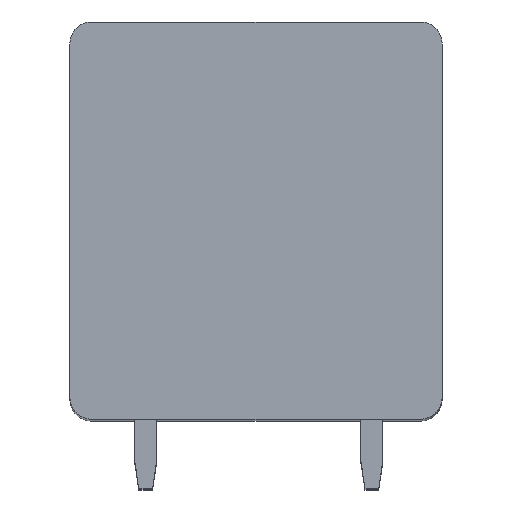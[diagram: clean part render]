
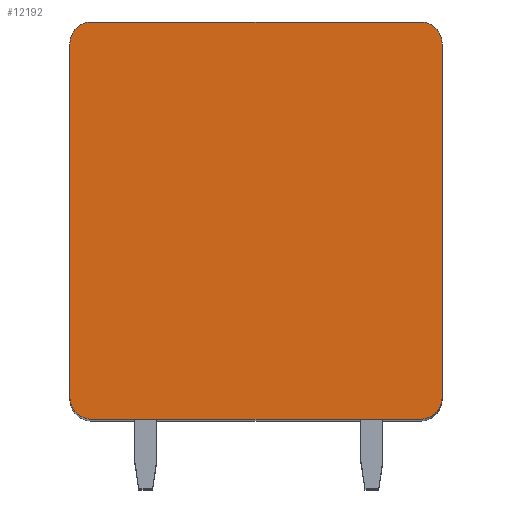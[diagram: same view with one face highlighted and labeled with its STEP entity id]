
A CAD part, top view. The second image highlights one B-rep face of the part: STEP entity #12192.
In plain terms, the highlighted planar face has unit normal (0, 0, 1).
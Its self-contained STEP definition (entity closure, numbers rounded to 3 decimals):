
#1533=CARTESIAN_POINT('',(-5.95,6.4,1.75));
#1534=DIRECTION('',(0.,0.,1.));
#1535=DIRECTION('',(0.,1.,0.));
#1536=AXIS2_PLACEMENT_3D('',#1533,#1534,#1535);
#1538=DIRECTION('',(-1.,0.,0.));
#1539=VECTOR('',#1538,11.9);
#1540=CARTESIAN_POINT('',(5.95,7.2,1.75));
#1541=LINE('',#1540,#1539);
#1542=CARTESIAN_POINT('',(5.95,6.4,1.75));
#1543=DIRECTION('',(0.,0.,1.));
#1544=DIRECTION('',(1.,0.,0.));
#1545=AXIS2_PLACEMENT_3D('',#1542,#1543,#1544);
#1547=DIRECTION('',(0.,1.,0.));
#1548=VECTOR('',#1547,12.8);
#1549=CARTESIAN_POINT('',(6.75,-6.4,1.75));
#1550=LINE('',#1549,#1548);
#1551=CARTESIAN_POINT('',(5.95,-6.4,1.75));
#1552=DIRECTION('',(0.,0.,1.));
#1553=DIRECTION('',(0.,-1.,0.));
#1554=AXIS2_PLACEMENT_3D('',#1551,#1552,#1553);
#1556=DIRECTION('',(1.,0.,0.));
#1557=VECTOR('',#1556,11.9);
#1558=CARTESIAN_POINT('',(-5.95,-7.2,1.75));
#1559=LINE('',#1558,#1557);
#1560=CARTESIAN_POINT('',(-5.95,-6.4,1.75));
#1561=DIRECTION('',(0.,0.,1.));
#1562=DIRECTION('',(-1.,0.,0.));
#1563=AXIS2_PLACEMENT_3D('',#1560,#1561,#1562);
#1565=DIRECTION('',(0.,-1.,0.));
#1566=VECTOR('',#1565,12.8);
#1567=CARTESIAN_POINT('',(-6.75,6.4,1.75));
#1568=LINE('',#1567,#1566);
#8989=CARTESIAN_POINT('',(-5.95,7.2,1.75));
#8990=VERTEX_POINT('',#8989);
#8991=CARTESIAN_POINT('',(-6.75,6.4,1.75));
#8992=VERTEX_POINT('',#8991);
#8997=CARTESIAN_POINT('',(6.75,6.4,1.75));
#8998=VERTEX_POINT('',#8997);
#8999=CARTESIAN_POINT('',(5.95,7.2,1.75));
#9000=VERTEX_POINT('',#8999);
#9005=CARTESIAN_POINT('',(-6.75,-6.4,1.75));
#9006=VERTEX_POINT('',#9005);
#9007=CARTESIAN_POINT('',(-5.95,-7.2,1.75));
#9008=VERTEX_POINT('',#9007);
#9013=CARTESIAN_POINT('',(5.95,-7.2,1.75));
#9014=VERTEX_POINT('',#9013);
#9015=CARTESIAN_POINT('',(6.75,-6.4,1.75));
#9016=VERTEX_POINT('',#9015);
#12177=CARTESIAN_POINT('',(0.,0.,1.75));
#12178=DIRECTION('',(0.,0.,1.));
#12179=DIRECTION('',(1.,0.,0.));
#12180=AXIS2_PLACEMENT_3D('',#12177,#12178,#12179);
#12181=PLANE('',#12180);
#12182=ORIENTED_EDGE('',*,*,#11215,.F.);
#12183=ORIENTED_EDGE('',*,*,#11231,.F.);
#12184=ORIENTED_EDGE('',*,*,#11552,.F.);
#12185=ORIENTED_EDGE('',*,*,#11567,.F.);
#12186=ORIENTED_EDGE('',*,*,#11800,.F.);
#12187=ORIENTED_EDGE('',*,*,#11813,.F.);
#12188=ORIENTED_EDGE('',*,*,#12048,.F.);
#12189=ORIENTED_EDGE('',*,*,#12060,.F.);
#12190=EDGE_LOOP('',(#12182,#12183,#12184,#12185,#12186,#12187,#12188,#12189));
#12191=FACE_OUTER_BOUND('',#12190,.F.);
#1537=CIRCLE('',#1536,0.8);
#1546=CIRCLE('',#1545,0.8);
#1555=CIRCLE('',#1554,0.8);
#1564=CIRCLE('',#1563,0.8);
#11215=EDGE_CURVE('',#8990,#8992,#1537,.T.);
#11231=EDGE_CURVE('',#9000,#8990,#1541,.T.);
#11552=EDGE_CURVE('',#8998,#9000,#1546,.T.);
#11567=EDGE_CURVE('',#9016,#8998,#1550,.T.);
#11800=EDGE_CURVE('',#9014,#9016,#1555,.T.);
#11813=EDGE_CURVE('',#9008,#9014,#1559,.T.);
#12048=EDGE_CURVE('',#9006,#9008,#1564,.T.);
#12060=EDGE_CURVE('',#8992,#9006,#1568,.T.);
#12192=ADVANCED_FACE('',(#12191),#12181,.T.);
